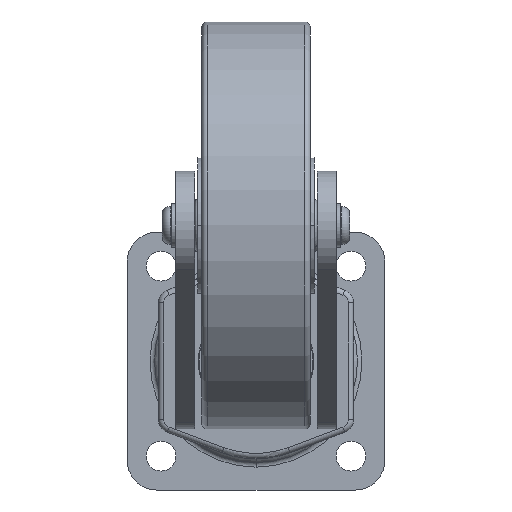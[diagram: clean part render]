
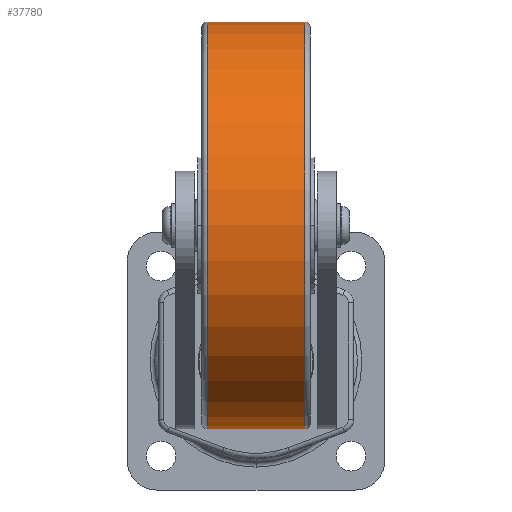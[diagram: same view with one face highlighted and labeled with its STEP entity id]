
A CAD part, front view. The second image highlights one B-rep face of the part: STEP entity #37780.
In plain terms, the highlighted cylindrical face has radius 75 mm (diameter 150 mm), a partial arc.
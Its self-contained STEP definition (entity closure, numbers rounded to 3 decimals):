
#779 = DIRECTION ( 'NONE',  ( 1., 0., 0. ) ) ;
#1533 = DIRECTION ( 'NONE',  ( 0., 0., -1. ) ) ;
#4670 = DIRECTION ( 'NONE',  ( 1., 0., 0. ) ) ;
#6996 = CARTESIAN_POINT ( 'NONE',  ( -18., -78.15, 125. ) ) ;
#9654 = CARTESIAN_POINT ( 'NONE',  ( 18., -78.15, 50. ) ) ;
#10928 = LINE ( 'NONE', #36116, #22597 ) ;
#11779 = CARTESIAN_POINT ( 'NONE',  ( 42.335, -78.15, 125. ) ) ;
#14090 = DIRECTION ( 'NONE',  ( 0., 0., 1. ) ) ;
#14703 = DIRECTION ( 'NONE',  ( 1., 0., 0. ) ) ;
#17315 = VERTEX_POINT ( 'NONE', #35710 ) ;
#18106 = CIRCLE ( 'NONE', #52469, 75. ) ;
#18658 = CIRCLE ( 'NONE', #28553, 75. ) ;
#22597 = VECTOR ( 'NONE', #779, 1000. ) ;
#25893 = CYLINDRICAL_SURFACE ( 'NONE', #47904, 75. ) ;
#26459 = CARTESIAN_POINT ( 'NONE',  ( 18., -78.15, -25. ) ) ;
#27432 = VECTOR ( 'NONE', #33768, 1000. ) ;
#27977 = CARTESIAN_POINT ( 'NONE',  ( 42.335, -78.15, 50. ) ) ;
#28553 = AXIS2_PLACEMENT_3D ( 'NONE', #31116, #4670, #35586 ) ;
#28966 = ORIENTED_EDGE ( 'NONE', *, *, #42420, .T. ) ;
#31116 = CARTESIAN_POINT ( 'NONE',  ( -18., -78.15, 50. ) ) ;
#33768 = DIRECTION ( 'NONE',  ( 1., 0., 0. ) ) ;
#35586 = DIRECTION ( 'NONE',  ( 0., 0., -1. ) ) ;
#35710 = CARTESIAN_POINT ( 'NONE',  ( 18., -78.15, 125. ) ) ;
#35959 = ORIENTED_EDGE ( 'NONE', *, *, #46384, .T. ) ;
#36116 = CARTESIAN_POINT ( 'NONE',  ( 42.335, -78.15, -25. ) ) ;
#37780 = ADVANCED_FACE ( 'NONE', ( #49372 ), #25893, .T. ) ;
#40520 = DIRECTION ( 'NONE',  ( -1., 0., 0. ) ) ;
#40598 = LINE ( 'NONE', #11779, #27432 ) ;
#40912 = CARTESIAN_POINT ( 'NONE',  ( -18., -78.15, -25. ) ) ;
#41218 = ORIENTED_EDGE ( 'NONE', *, *, #48608, .T. ) ;
#41528 = EDGE_LOOP ( 'NONE', ( #48863, #35959, #41218, #28966 ) ) ;
#42420 = EDGE_CURVE ( 'NONE', #53437, #17315, #18106, .T. ) ;
#42499 = VERTEX_POINT ( 'NONE', #40912 ) ;
#46384 = EDGE_CURVE ( 'NONE', #51358, #42499, #18658, .T. ) ;
#47904 = AXIS2_PLACEMENT_3D ( 'NONE', #27977, #14703, #1533 ) ;
#48608 = EDGE_CURVE ( 'NONE', #42499, #53437, #10928, .T. ) ;
#48829 = EDGE_CURVE ( 'NONE', #51358, #17315, #40598, .T. ) ;
#48863 = ORIENTED_EDGE ( 'NONE', *, *, #48829, .F. ) ;
#49372 = FACE_OUTER_BOUND ( 'NONE', #41528, .T. ) ;
#51358 = VERTEX_POINT ( 'NONE', #6996 ) ;
#52469 = AXIS2_PLACEMENT_3D ( 'NONE', #9654, #40520, #14090 ) ;
#53437 = VERTEX_POINT ( 'NONE', #26459 ) ;
